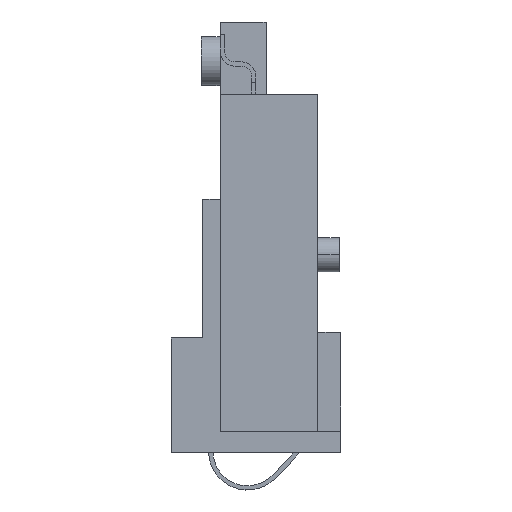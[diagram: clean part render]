
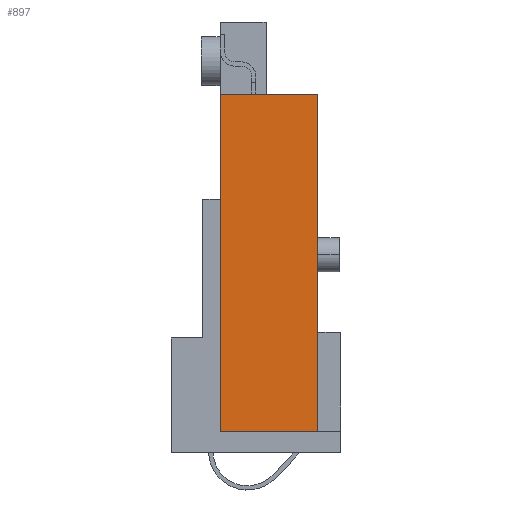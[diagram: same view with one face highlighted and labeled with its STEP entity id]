
A CAD part, front view. The second image highlights one B-rep face of the part: STEP entity #897.
In plain terms, the highlighted planar face has unit normal (0, -1, 0).
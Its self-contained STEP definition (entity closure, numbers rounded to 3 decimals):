
#879=AXIS2_PLACEMENT_3D('Plane Axis2P3D',#876,#877,#878) ;
#387=CARTESIAN_POINT('Vertex',(1.7,0.,2.05)) ;
#390=CARTESIAN_POINT('Line Origine',(1.7,0.,7.925)) ;
#394=CARTESIAN_POINT('Vertex',(1.7,0.,13.8)) ;
#589=CARTESIAN_POINT('Line Origine',(5.1,0.,7.925)) ;
#593=CARTESIAN_POINT('Vertex',(5.1,0.,13.8)) ;
#595=CARTESIAN_POINT('Vertex',(5.1,0.,2.05)) ;
#876=CARTESIAN_POINT('Axis2P3D Location',(1.1,0.,17.1)) ;
#881=CARTESIAN_POINT('Line Origine',(3.4,0.,13.8)) ;
#886=CARTESIAN_POINT('Line Origine',(3.4,0.,2.05)) ;
#391=DIRECTION('Vector Direction',(0.,0.,-1.)) ;
#590=DIRECTION('Vector Direction',(0.,0.,-1.)) ;
#877=DIRECTION('Axis2P3D Direction',(0.,1.,0.)) ;
#878=DIRECTION('Axis2P3D XDirection',(0.,0.,-1.)) ;
#882=DIRECTION('Vector Direction',(-1.,0.,0.)) ;
#887=DIRECTION('Vector Direction',(-1.,0.,0.)) ;
#392=VECTOR('Line Direction',#391,1.) ;
#591=VECTOR('Line Direction',#590,1.) ;
#883=VECTOR('Line Direction',#882,1.) ;
#888=VECTOR('Line Direction',#887,1.) ;
#892=ORIENTED_EDGE('',*,*,#885,.T.) ;
#893=ORIENTED_EDGE('',*,*,#396,.F.) ;
#894=ORIENTED_EDGE('',*,*,#890,.T.) ;
#895=ORIENTED_EDGE('',*,*,#597,.F.) ;
#897=ADVANCED_FACE('GEHAEUSE',(#896),#880,.F.) ;
#396=EDGE_CURVE('',#388,#395,#393,.F.) ;
#597=EDGE_CURVE('',#594,#596,#592,.T.) ;
#885=EDGE_CURVE('',#594,#395,#884,.T.) ;
#890=EDGE_CURVE('',#388,#596,#889,.F.) ;
#891=EDGE_LOOP('',(#892,#893,#894,#895)) ;
#896=FACE_OUTER_BOUND('',#891,.T.) ;
#393=LINE('Line',#390,#392) ;
#592=LINE('Line',#589,#591) ;
#884=LINE('Line',#881,#883) ;
#889=LINE('Line',#886,#888) ;
#880=PLANE('',#879) ;
#388=VERTEX_POINT('',#387) ;
#395=VERTEX_POINT('',#394) ;
#594=VERTEX_POINT('',#593) ;
#596=VERTEX_POINT('',#595) ;
